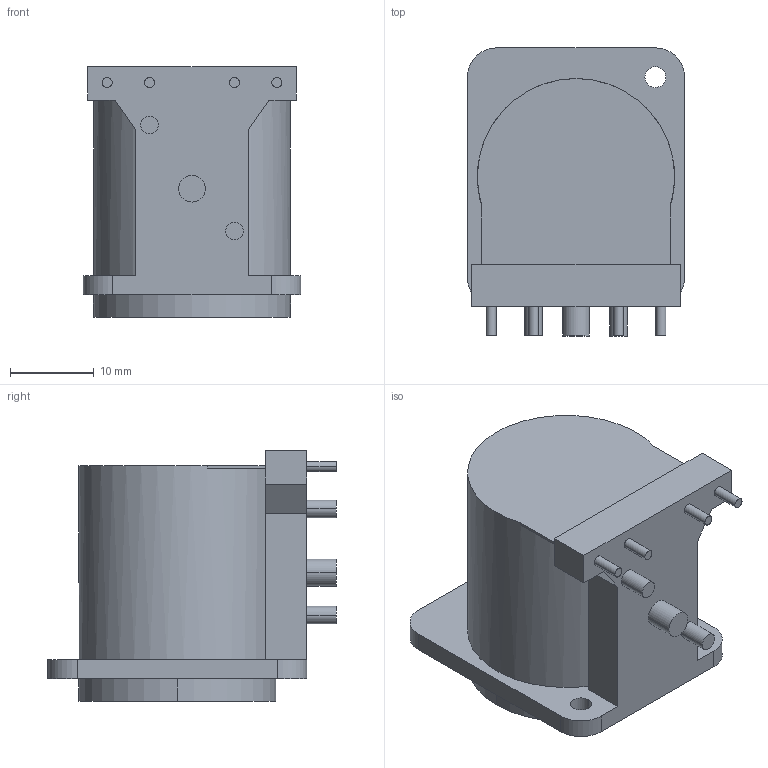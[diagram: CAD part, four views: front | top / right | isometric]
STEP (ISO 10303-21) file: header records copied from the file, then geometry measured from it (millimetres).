
FILE_DESCRIPTION((''),'2;1');
FILE_NAME('D-NC4MDM3-H','2011-05-02T',('odo'),(''),'PRO/ENGINEER BY PARAMETRIC TECHNOLOGY CORPORATION, 2009220','PRO/ENGINEER BY PARAMETRIC TECHNOLOGY CORPORATION, 2009220','');
FILE_SCHEMA(('AUTOMOTIVE_DESIGN_CC2 { 1 2 10303 214 -1 1 5 2 }'));
Length unit declared in the file: millimetre
Products named in the file (1): D-NC4MDM3-H
Bounding box: 26 x 34.5 x 30 mm (x, y, z)
Volume: 12307.4 mm3; surface area: 5476.9 mm2
Topology: 1 solids, 1 shells, 69 faces, 162 edges, 108 vertices
Faces by surface type: cylinder 35, plane 34
Entity records: 2734 total; most frequent: DIRECTION 372, CARTESIAN_POINT 339, ORIENTED_EDGE 324, COLOUR_RGB 209, PRESENTATION_STYLE_ASSIGNMENT 163, STYLED_ITEM 163, CURVE_STYLE 162, EDGE_CURVE 162
